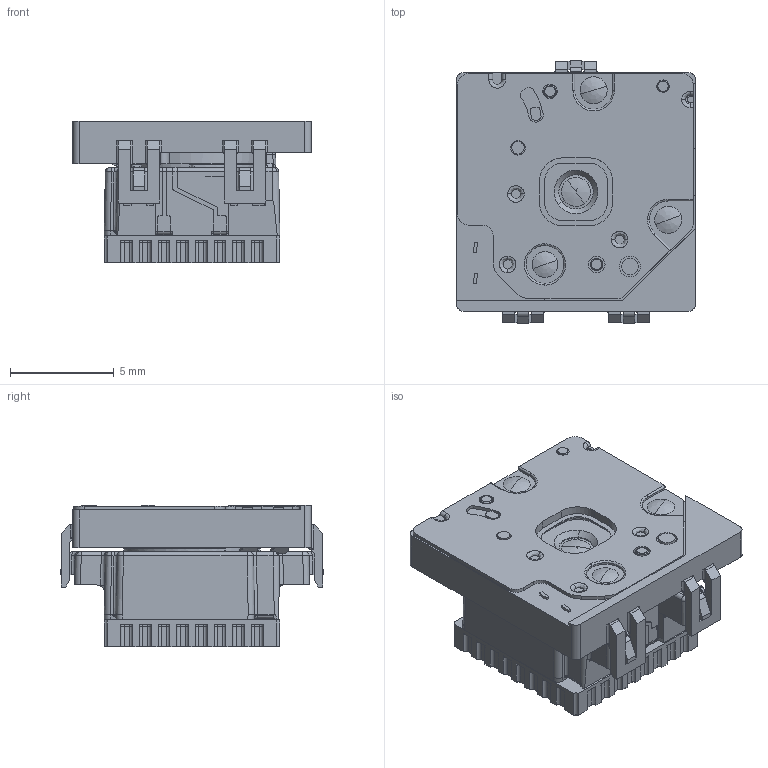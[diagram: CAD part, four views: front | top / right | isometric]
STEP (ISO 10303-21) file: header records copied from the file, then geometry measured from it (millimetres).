
FILE_DESCRIPTION(('FreeCAD Model'),'2;1');
FILE_NAME('FlirModule.step', '2017-11-20T11:00:40',('kicad StepUp'),('ksu MCAD'), 'Open CASCADE STEP processor 6.8','FreeCAD','Unknown');
FILE_SCHEMA(('AUTOMOTIVE_DESIGN_CC2 { 1 2 10303 214 -1 1 5 4 }'));
Length unit declared in the file: millimetre
Products named in the file (1): FlirModule
Bounding box: 11.5 x 12.7 x 6.83 mm (x, y, z)
Volume: 503.9 mm3; surface area: 939.6 mm2
Topology: 2 solids, 9 shells, 1441 faces, 3996 edges, 2578 vertices
Faces by surface type: plane 708, cylinder 578, bspline 132, cone 13, torus 10
Entity records: 60370 total; most frequent: CARTESIAN_POINT 14033, ORIENTED_EDGE 7972, DIRECTION 7286, EDGE_CURVE 3986, VERTEX_POINT 2578, LINE 2536, VECTOR 2536, AXIS2_PLACEMENT_3D 2375
